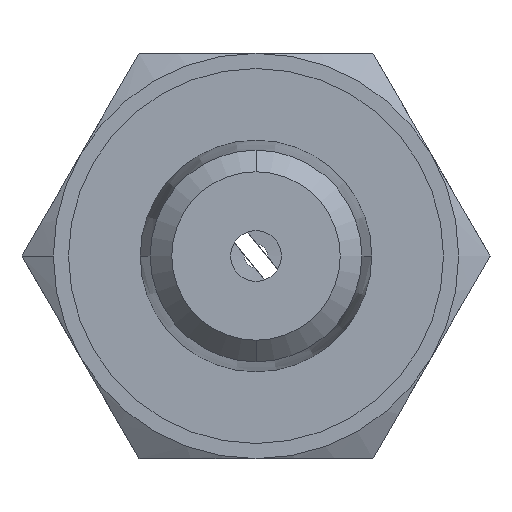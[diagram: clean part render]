
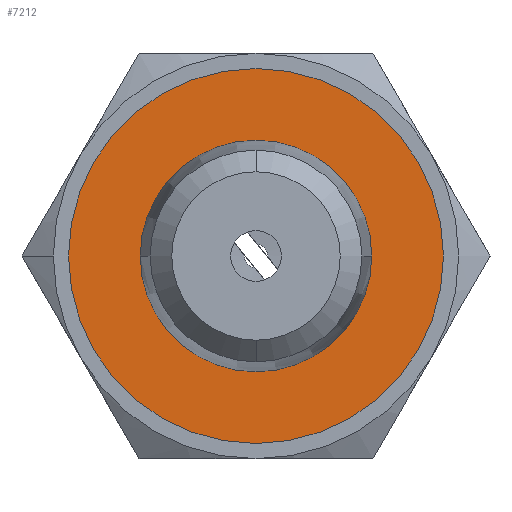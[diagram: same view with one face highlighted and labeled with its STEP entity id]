
A CAD part, front view. The second image highlights one B-rep face of the part: STEP entity #7212.
In plain terms, the highlighted planar face has unit normal (0, -1, 0).
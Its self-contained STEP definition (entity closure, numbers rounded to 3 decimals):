
#694 = ORIENTED_EDGE ( 'NONE', *, *, #5161, .T. ) ;
#969 = CARTESIAN_POINT ( 'NONE',  ( 0., 0., 0. ) ) ;
#1013 = VERTEX_POINT ( 'NONE', #11441 ) ;
#2381 = CARTESIAN_POINT ( 'NONE',  ( -6.855, 0., 0. ) ) ;
#2558 = CARTESIAN_POINT ( 'NONE',  ( -16., 0., 0. ) ) ;
#2728 = CARTESIAN_POINT ( 'NONE',  ( 0., 0., 0. ) ) ;
#2924 = DIRECTION ( 'NONE',  ( -1., 0., 0. ) ) ;
#3043 = EDGE_LOOP ( 'NONE', ( #11376, #694 ) ) ;
#4063 = EDGE_CURVE ( 'NONE', #1013, #9199, #8689, .T. ) ;
#4064 = CARTESIAN_POINT ( 'NONE',  ( 0., 0., 0. ) ) ;
#4105 = AXIS2_PLACEMENT_3D ( 'NONE', #10385, #4781, #6949 ) ;
#4377 = EDGE_CURVE ( 'NONE', #13983, #8147, #12685, .T. ) ;
#4738 = ORIENTED_EDGE ( 'NONE', *, *, #4063, .F. ) ;
#4781 = DIRECTION ( 'NONE',  ( 0., 1., 0. ) ) ;
#5161 = EDGE_CURVE ( 'NONE', #8147, #13983, #9311, .T. ) ;
#5218 = AXIS2_PLACEMENT_3D ( 'NONE', #4064, #9782, #13091 ) ;
#5765 = CARTESIAN_POINT ( 'NONE',  ( 6.855, 0., 0. ) ) ;
#6007 = ORIENTED_EDGE ( 'NONE', *, *, #6059, .F. ) ;
#6059 = EDGE_CURVE ( 'NONE', #9199, #1013, #6775, .T. ) ;
#6775 = CIRCLE ( 'NONE', #4105, 11.1 ) ;
#6949 = DIRECTION ( 'NONE',  ( -1., 0., 0. ) ) ;
#7152 = DIRECTION ( 'NONE',  ( -1., 0., 0. ) ) ;
#7212 = ADVANCED_FACE ( 'NONE', ( #13777, #9691 ), #12985, .F. ) ;
#8147 = VERTEX_POINT ( 'NONE', #5765 ) ;
#8356 = DIRECTION ( 'NONE',  ( 0., 1., 0. ) ) ;
#8689 = CIRCLE ( 'NONE', #5218, 11.1 ) ;
#8928 = DIRECTION ( 'NONE',  ( 0., 1., 0. ) ) ;
#9015 = EDGE_LOOP ( 'NONE', ( #4738, #6007 ) ) ;
#9199 = VERTEX_POINT ( 'NONE', #13047 ) ;
#9311 = CIRCLE ( 'NONE', #10973, 6.855 ) ;
#9691 = FACE_OUTER_BOUND ( 'NONE', #9015, .T. ) ;
#9773 = DIRECTION ( 'NONE',  ( 0., 1., 0. ) ) ;
#9782 = DIRECTION ( 'NONE',  ( 0., 1., 0. ) ) ;
#10385 = CARTESIAN_POINT ( 'NONE',  ( 0., 0., 0. ) ) ;
#10973 = AXIS2_PLACEMENT_3D ( 'NONE', #969, #8928, #11224 ) ;
#11224 = DIRECTION ( 'NONE',  ( -1., 0., 0. ) ) ;
#11376 = ORIENTED_EDGE ( 'NONE', *, *, #4377, .T. ) ;
#11441 = CARTESIAN_POINT ( 'NONE',  ( 11.1, 0., 0. ) ) ;
#12027 = AXIS2_PLACEMENT_3D ( 'NONE', #2558, #8356, #7152 ) ;
#12685 = CIRCLE ( 'NONE', #14380, 6.855 ) ;
#12985 = PLANE ( 'NONE',  #12027 ) ;
#13047 = CARTESIAN_POINT ( 'NONE',  ( -11.1, 0., 0. ) ) ;
#13091 = DIRECTION ( 'NONE',  ( -1., 0., 0. ) ) ;
#13777 = FACE_BOUND ( 'NONE', #3043, .T. ) ;
#13983 = VERTEX_POINT ( 'NONE', #2381 ) ;
#14380 = AXIS2_PLACEMENT_3D ( 'NONE', #2728, #9773, #2924 ) ;
